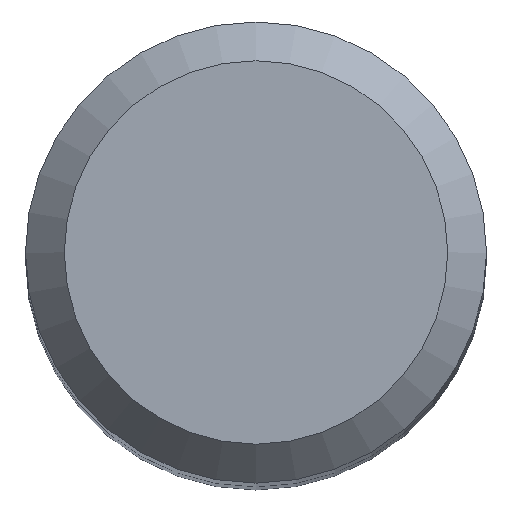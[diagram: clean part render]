
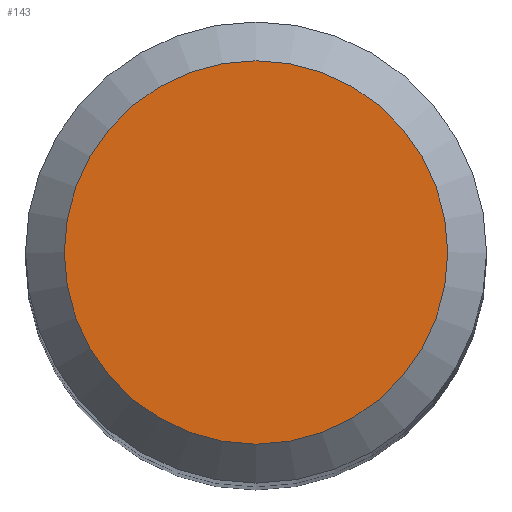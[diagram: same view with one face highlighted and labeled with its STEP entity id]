
A CAD part, top view. The second image highlights one B-rep face of the part: STEP entity #143.
In plain terms, the highlighted planar face has unit normal (0, 0, 1).
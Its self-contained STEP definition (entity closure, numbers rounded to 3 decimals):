
#4 = DIRECTION ( 'NONE',  ( 0., 0., -1. ) ) ;
#20 = FACE_OUTER_BOUND ( 'NONE', #61, .T. ) ;
#24 = PLANE ( 'NONE',  #163 ) ;
#36 = CARTESIAN_POINT ( 'NONE',  ( 0., 0., 84. ) ) ;
#37 = CARTESIAN_POINT ( 'NONE',  ( 0., 3.95, 84. ) ) ;
#61 = EDGE_LOOP ( 'NONE', ( #63 ) ) ;
#63 = ORIENTED_EDGE ( 'NONE', *, *, #86, .F. ) ;
#65 = DIRECTION ( 'NONE',  ( 0., 1., 0. ) ) ;
#86 = EDGE_CURVE ( 'NONE', #178, #178, #133, .T. ) ;
#105 = CARTESIAN_POINT ( 'NONE',  ( 0., 0., 84. ) ) ;
#122 = DIRECTION ( 'NONE',  ( 0., 0., -1. ) ) ;
#133 = CIRCLE ( 'NONE', #183, 3.95 ) ;
#143 = ADVANCED_FACE ( 'NONE', ( #20 ), #24, .F. ) ;
#163 = AXIS2_PLACEMENT_3D ( 'NONE', #36, #4, #65 ) ;
#167 = DIRECTION ( 'NONE',  ( 0., 1., 0. ) ) ;
#178 = VERTEX_POINT ( 'NONE', #37 ) ;
#183 = AXIS2_PLACEMENT_3D ( 'NONE', #105, #122, #167 ) ;
